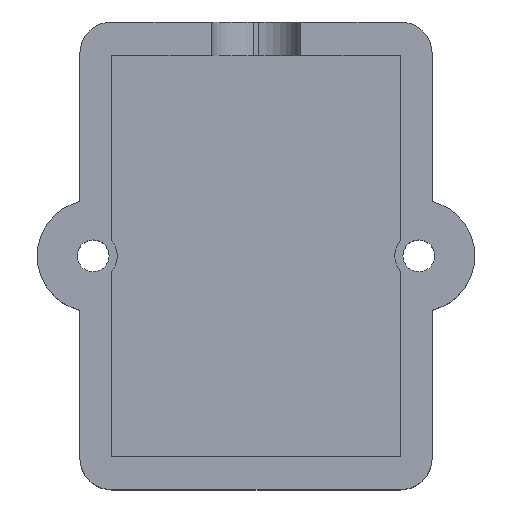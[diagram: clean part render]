
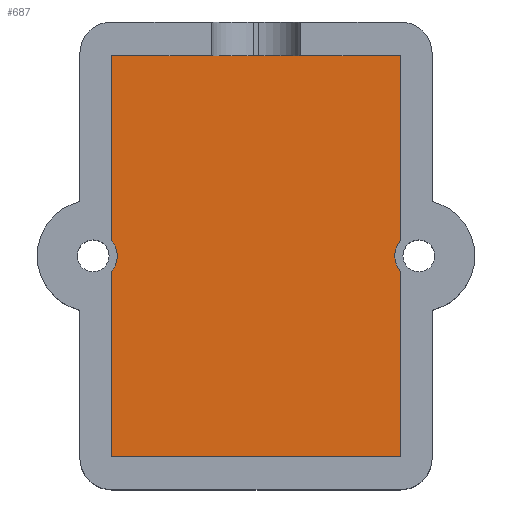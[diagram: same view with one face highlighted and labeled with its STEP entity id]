
A CAD part, top view. The second image highlights one B-rep face of the part: STEP entity #687.
In plain terms, the highlighted planar face has unit normal (0, 0, 1).
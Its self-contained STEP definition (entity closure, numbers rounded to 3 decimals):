
#21 = CARTESIAN_POINT ( 'NONE',  ( -9.075, 25.025, 2.07 ) ) ;
#25 = DIRECTION ( 'NONE',  ( -1., 0., 0. ) ) ;
#32 = VECTOR ( 'NONE', #1001, 1000. ) ;
#43 = AXIS2_PLACEMENT_3D ( 'NONE', #451, #810, #727 ) ;
#67 = ORIENTED_EDGE ( 'NONE', *, *, #242, .T. ) ;
#82 = CARTESIAN_POINT ( 'NONE',  ( -9.075, 13.429, 2.07 ) ) ;
#96 = DIRECTION ( 'NONE',  ( 0., 1., 0. ) ) ;
#125 = DIRECTION ( 'NONE',  ( 1., 0., 0. ) ) ;
#136 = ORIENTED_EDGE ( 'NONE', *, *, #1059, .T. ) ;
#162 = ORIENTED_EDGE ( 'NONE', *, *, #204, .T. ) ;
#198 = CARTESIAN_POINT ( 'NONE',  ( 9.075, 25.025, 2.07 ) ) ;
#203 = EDGE_CURVE ( 'NONE', #1115, #376, #245, .T. ) ;
#204 = EDGE_CURVE ( 'NONE', #588, #570, #452, .T. ) ;
#213 = DIRECTION ( 'NONE',  ( 0., 0., -1. ) ) ;
#218 = VERTEX_POINT ( 'NONE', #381 ) ;
#242 = EDGE_CURVE ( 'NONE', #948, #1015, #779, .T. ) ;
#243 = EDGE_CURVE ( 'NONE', #806, #948, #835, .T. ) ;
#245 = CIRCLE ( 'NONE', #929, 1.51 ) ;
#246 = EDGE_CURVE ( 'NONE', #376, #588, #990, .T. ) ;
#281 = CARTESIAN_POINT ( 'NONE',  ( 10.225, 12.45, 2.07 ) ) ;
#293 = CARTESIAN_POINT ( 'NONE',  ( 9.075, -0.125, 2.07 ) ) ;
#376 = VERTEX_POINT ( 'NONE', #1106 ) ;
#381 = CARTESIAN_POINT ( 'NONE',  ( -9.075, -0.125, 2.07 ) ) ;
#426 = CARTESIAN_POINT ( 'NONE',  ( -8.715, 12.45, 2.07 ) ) ;
#439 = EDGE_CURVE ( 'NONE', #1015, #218, #1132, .T. ) ;
#448 = VECTOR ( 'NONE', #1079, 1000. ) ;
#451 = CARTESIAN_POINT ( 'NONE',  ( -10.225, 12.45, 2.07 ) ) ;
#452 = LINE ( 'NONE', #638, #32 ) ;
#466 = VECTOR ( 'NONE', #96, 1000. ) ;
#476 = ORIENTED_EDGE ( 'NONE', *, *, #439, .T. ) ;
#477 = AXIS2_PLACEMENT_3D ( 'NONE', #922, #742, #540 ) ;
#495 = CARTESIAN_POINT ( 'NONE',  ( -9.075, 13.429, 2.07 ) ) ;
#502 = VECTOR ( 'NONE', #796, 1000. ) ;
#533 = CARTESIAN_POINT ( 'NONE',  ( 9.075, -0.125, 2.07 ) ) ;
#539 = FACE_OUTER_BOUND ( 'NONE', #1124, .T. ) ;
#540 = DIRECTION ( 'NONE',  ( 1., 0., 0. ) ) ;
#557 = DIRECTION ( 'NONE',  ( 0., 0., -1. ) ) ;
#568 = ORIENTED_EDGE ( 'NONE', *, *, #246, .T. ) ;
#570 = VERTEX_POINT ( 'NONE', #21 ) ;
#584 = VERTEX_POINT ( 'NONE', #293 ) ;
#588 = VERTEX_POINT ( 'NONE', #198 ) ;
#638 = CARTESIAN_POINT ( 'NONE',  ( -9.075, 25.025, 2.07 ) ) ;
#643 = AXIS2_PLACEMENT_3D ( 'NONE', #650, #213, #125 ) ;
#650 = CARTESIAN_POINT ( 'NONE',  ( -10.225, 12.45, 2.07 ) ) ;
#664 = ORIENTED_EDGE ( 'NONE', *, *, #1004, .T. ) ;
#687 = ADVANCED_FACE ( 'NONE', ( #539 ), #897, .T. ) ;
#726 = LINE ( 'NONE', #907, #448 ) ;
#727 = DIRECTION ( 'NONE',  ( 1., 0., 0. ) ) ;
#740 = VECTOR ( 'NONE', #1042, 1000. ) ;
#742 = DIRECTION ( 'NONE',  ( 0., 0., -1. ) ) ;
#775 = LINE ( 'NONE', #82, #502 ) ;
#779 = CIRCLE ( 'NONE', #477, 1.51 ) ;
#796 = DIRECTION ( 'NONE',  ( 0., -1., 0. ) ) ;
#806 = VERTEX_POINT ( 'NONE', #495 ) ;
#810 = DIRECTION ( 'NONE',  ( 0., 0., 1. ) ) ;
#816 = CARTESIAN_POINT ( 'NONE',  ( 9.075, 13.429, 2.07 ) ) ;
#835 = CIRCLE ( 'NONE', #643, 1.51 ) ;
#883 = ORIENTED_EDGE ( 'NONE', *, *, #243, .T. ) ;
#896 = LINE ( 'NONE', #533, #466 ) ;
#897 = PLANE ( 'NONE',  #43 ) ;
#899 = DIRECTION ( 'NONE',  ( 0., 1., 0. ) ) ;
#900 = ORIENTED_EDGE ( 'NONE', *, *, #906, .T. ) ;
#906 = EDGE_CURVE ( 'NONE', #570, #806, #775, .T. ) ;
#907 = CARTESIAN_POINT ( 'NONE',  ( -9.075, -0.125, 2.07 ) ) ;
#922 = CARTESIAN_POINT ( 'NONE',  ( -10.225, 12.45, 2.07 ) ) ;
#929 = AXIS2_PLACEMENT_3D ( 'NONE', #281, #557, #25 ) ;
#948 = VERTEX_POINT ( 'NONE', #426 ) ;
#963 = CARTESIAN_POINT ( 'NONE',  ( -9.075, -0.125, 2.07 ) ) ;
#990 = LINE ( 'NONE', #816, #1018 ) ;
#1001 = DIRECTION ( 'NONE',  ( -1., 0., 0. ) ) ;
#1004 = EDGE_CURVE ( 'NONE', #218, #584, #726, .T. ) ;
#1015 = VERTEX_POINT ( 'NONE', #1085 ) ;
#1018 = VECTOR ( 'NONE', #899, 1000. ) ;
#1030 = CARTESIAN_POINT ( 'NONE',  ( 9.075, 11.471, 2.07 ) ) ;
#1042 = DIRECTION ( 'NONE',  ( 0., -1., 0. ) ) ;
#1059 = EDGE_CURVE ( 'NONE', #584, #1115, #896, .T. ) ;
#1079 = DIRECTION ( 'NONE',  ( 1., 0., 0. ) ) ;
#1084 = ORIENTED_EDGE ( 'NONE', *, *, #203, .T. ) ;
#1085 = CARTESIAN_POINT ( 'NONE',  ( -9.075, 11.471, 2.07 ) ) ;
#1106 = CARTESIAN_POINT ( 'NONE',  ( 9.075, 13.429, 2.07 ) ) ;
#1115 = VERTEX_POINT ( 'NONE', #1030 ) ;
#1124 = EDGE_LOOP ( 'NONE', ( #883, #67, #476, #664, #136, #1084, #568, #162, #900 ) ) ;
#1132 = LINE ( 'NONE', #963, #740 ) ;
